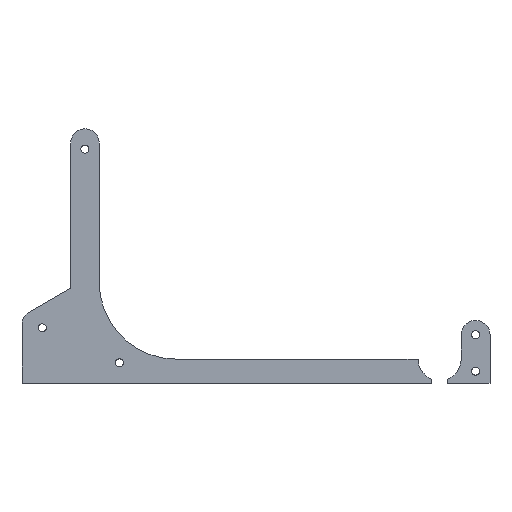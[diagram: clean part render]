
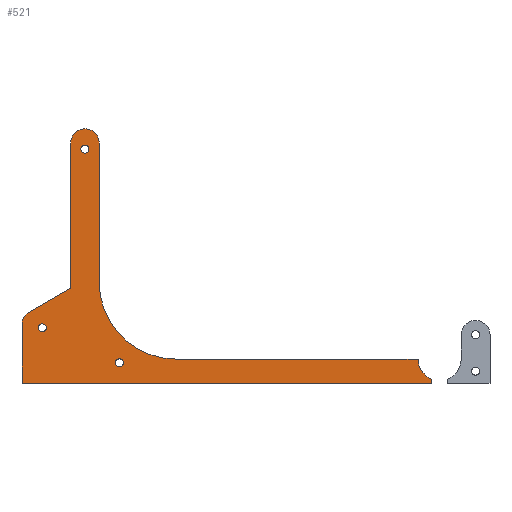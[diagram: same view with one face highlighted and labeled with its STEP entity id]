
A CAD part, top view. The second image highlights one B-rep face of the part: STEP entity #521.
In plain terms, the highlighted planar face has unit normal (0, 0, 1).
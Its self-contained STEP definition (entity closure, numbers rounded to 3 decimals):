
#49=FACE_BOUND('',#125,.T.);
#50=FACE_BOUND('',#126,.T.);
#51=FACE_BOUND('',#127,.T.);
#68=PLANE('',#590);
#94=FACE_OUTER_BOUND('',#124,.T.);
#124=EDGE_LOOP('',(#458,#459,#460,#461,#462,#463,#464,#465,#466,#467,#468));
#125=EDGE_LOOP('',(#469));
#126=EDGE_LOOP('',(#470));
#127=EDGE_LOOP('',(#471));
#153=LINE('',#816,#197);
#157=LINE('',#828,#201);
#160=LINE('',#834,#204);
#163=LINE('',#840,#207);
#167=LINE('',#852,#211);
#170=LINE('',#858,#214);
#174=LINE('',#870,#218);
#197=VECTOR('',#673,10.);
#201=VECTOR('',#685,10.);
#204=VECTOR('',#690,10.);
#207=VECTOR('',#695,10.);
#211=VECTOR('',#707,10.);
#214=VECTOR('',#712,10.);
#218=VECTOR('',#724,10.);
#228=CIRCLE('',#563,2.);
#230=CIRCLE('',#566,2.);
#232=CIRCLE('',#569,2.);
#235=CIRCLE('',#574,10.625);
#237=CIRCLE('',#580,7.1);
#239=CIRCLE('',#585,7.);
#241=CIRCLE('',#589,38.);
#260=VERTEX_POINT('',#792);
#262=VERTEX_POINT('',#798);
#264=VERTEX_POINT('',#804);
#268=VERTEX_POINT('',#813);
#269=VERTEX_POINT('',#815);
#271=VERTEX_POINT('',#821);
#273=VERTEX_POINT('',#827);
#275=VERTEX_POINT('',#833);
#277=VERTEX_POINT('',#839);
#279=VERTEX_POINT('',#845);
#281=VERTEX_POINT('',#851);
#283=VERTEX_POINT('',#857);
#285=VERTEX_POINT('',#863);
#287=VERTEX_POINT('',#869);
#312=EDGE_CURVE('',#260,#260,#228,.T.);
#315=EDGE_CURVE('',#262,#262,#230,.T.);
#318=EDGE_CURVE('',#264,#264,#232,.T.);
#323=EDGE_CURVE('',#269,#268,#153,.T.);
#326=EDGE_CURVE('',#271,#269,#235,.T.);
#329=EDGE_CURVE('',#273,#271,#157,.T.);
#332=EDGE_CURVE('',#275,#273,#160,.T.);
#335=EDGE_CURVE('',#277,#275,#163,.T.);
#338=EDGE_CURVE('',#279,#277,#237,.T.);
#341=EDGE_CURVE('',#281,#279,#167,.T.);
#344=EDGE_CURVE('',#283,#281,#170,.T.);
#347=EDGE_CURVE('',#285,#283,#239,.T.);
#350=EDGE_CURVE('',#287,#285,#174,.T.);
#353=EDGE_CURVE('',#268,#287,#241,.T.);
#458=ORIENTED_EDGE('',*,*,#353,.T.);
#459=ORIENTED_EDGE('',*,*,#350,.T.);
#460=ORIENTED_EDGE('',*,*,#347,.T.);
#461=ORIENTED_EDGE('',*,*,#344,.T.);
#462=ORIENTED_EDGE('',*,*,#341,.T.);
#463=ORIENTED_EDGE('',*,*,#338,.T.);
#464=ORIENTED_EDGE('',*,*,#335,.T.);
#465=ORIENTED_EDGE('',*,*,#332,.T.);
#466=ORIENTED_EDGE('',*,*,#329,.T.);
#467=ORIENTED_EDGE('',*,*,#326,.T.);
#468=ORIENTED_EDGE('',*,*,#323,.T.);
#469=ORIENTED_EDGE('',*,*,#318,.T.);
#470=ORIENTED_EDGE('',*,*,#315,.T.);
#471=ORIENTED_EDGE('',*,*,#312,.T.);
#521=ADVANCED_FACE('',(#94,#49,#50,#51),#68,.T.);
#563=AXIS2_PLACEMENT_3D('',#793,#650,#651);
#566=AXIS2_PLACEMENT_3D('',#799,#657,#658);
#569=AXIS2_PLACEMENT_3D('',#805,#664,#665);
#574=AXIS2_PLACEMENT_3D('',#822,#679,#680);
#580=AXIS2_PLACEMENT_3D('',#846,#701,#702);
#585=AXIS2_PLACEMENT_3D('',#864,#718,#719);
#589=AXIS2_PLACEMENT_3D('',#874,#730,#731);
#590=AXIS2_PLACEMENT_3D('',#875,#732,#733);
#650=DIRECTION('center_axis',(0.,0.,-1.));
#651=DIRECTION('ref_axis',(-1.,0.,0.));
#657=DIRECTION('center_axis',(0.,0.,-1.));
#658=DIRECTION('ref_axis',(-1.,0.,0.));
#664=DIRECTION('center_axis',(0.,0.,-1.));
#665=DIRECTION('ref_axis',(-1.,0.,0.));
#673=DIRECTION('',(-1.,0.,0.));
#679=DIRECTION('center_axis',(0.,0.,-1.));
#680=DIRECTION('ref_axis',(1.,0.,0.));
#685=DIRECTION('',(0.,1.,0.));
#690=DIRECTION('',(1.,0.,0.));
#695=DIRECTION('',(0.,-1.,0.));
#701=DIRECTION('center_axis',(0.,0.,1.));
#702=DIRECTION('ref_axis',(-0.5,0.866,0.));
#707=DIRECTION('',(-0.866,-0.5,0.));
#712=DIRECTION('',(0.,-1.,0.));
#718=DIRECTION('center_axis',(0.,0.,1.));
#719=DIRECTION('ref_axis',(1.,0.,0.));
#724=DIRECTION('',(0.,1.,0.));
#730=DIRECTION('center_axis',(0.,0.,-1.));
#731=DIRECTION('ref_axis',(1.,0.,0.));
#732=DIRECTION('center_axis',(0.,0.,1.));
#733=DIRECTION('ref_axis',(1.,0.,0.));
#792=CARTESIAN_POINT('',(-145.08,398.157,3.));
#793=CARTESIAN_POINT('Origin',(-147.08,398.157,3.));
#798=CARTESIAN_POINT('',(-162.08,503.459,3.));
#799=CARTESIAN_POINT('Origin',(-164.08,503.459,3.));
#804=CARTESIAN_POINT('',(-183.128,415.398,3.));
#805=CARTESIAN_POINT('Origin',(-185.128,415.398,3.));
#813=CARTESIAN_POINT('',(-119.08,400.,3.));
#815=CARTESIAN_POINT('',(0.,400.,3.));
#816=CARTESIAN_POINT('',(0.,400.,3.));
#821=CARTESIAN_POINT('',(6.625,390.157,3.));
#822=CARTESIAN_POINT('Origin',(10.625,400.,3.));
#827=CARTESIAN_POINT('',(6.625,388.157,3.));
#828=CARTESIAN_POINT('',(6.625,388.157,3.));
#833=CARTESIAN_POINT('',(-195.08,388.157,3.));
#834=CARTESIAN_POINT('',(-195.08,388.157,3.));
#839=CARTESIAN_POINT('',(-195.08,417.044,3.));
#840=CARTESIAN_POINT('',(-195.08,417.044,3.));
#845=CARTESIAN_POINT('',(-191.53,423.193,3.));
#846=CARTESIAN_POINT('Origin',(-187.98,417.044,3.));
#851=CARTESIAN_POINT('',(-171.08,435.,3.));
#852=CARTESIAN_POINT('',(-171.08,435.,3.));
#857=CARTESIAN_POINT('',(-171.08,506.459,3.));
#858=CARTESIAN_POINT('',(-171.08,506.459,3.));
#863=CARTESIAN_POINT('',(-157.08,506.459,3.));
#864=CARTESIAN_POINT('Origin',(-164.08,506.459,3.));
#869=CARTESIAN_POINT('',(-157.08,438.,3.));
#870=CARTESIAN_POINT('',(-157.08,438.,3.));
#874=CARTESIAN_POINT('Origin',(-119.08,438.,3.));
#875=CARTESIAN_POINT('Origin',(-94.227,450.808,3.));
